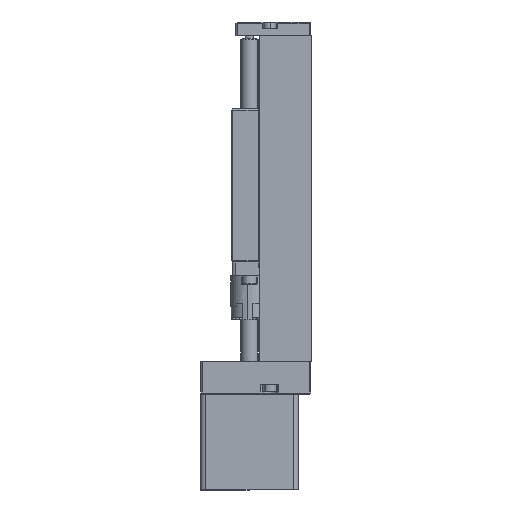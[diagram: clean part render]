
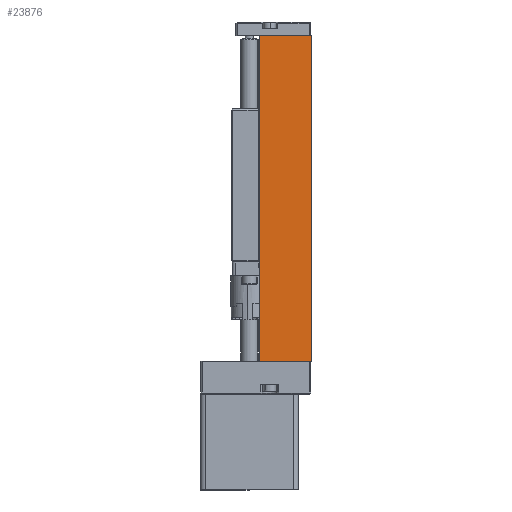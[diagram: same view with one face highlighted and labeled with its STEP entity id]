
A CAD part, left-side view. The second image highlights one B-rep face of the part: STEP entity #23876.
In plain terms, the highlighted planar face has unit normal (-1, 0, 0).
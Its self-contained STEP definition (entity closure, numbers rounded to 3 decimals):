
#853 = EDGE_LOOP ( 'NONE', ( #21288, #3824, #13724, #8696 ) ) ;
#2520 = DIRECTION ( 'NONE',  ( 1., 0., 0. ) ) ;
#2542 = CARTESIAN_POINT ( 'NONE',  ( -21.755, 18.5, 0. ) ) ;
#3376 = LINE ( 'NONE', #21326, #25197 ) ;
#3824 = ORIENTED_EDGE ( 'NONE', *, *, #25020, .F. ) ;
#3873 = VECTOR ( 'NONE', #7788, 1000. ) ;
#4613 = AXIS2_PLACEMENT_3D ( 'NONE', #17212, #2520, #31296 ) ;
#7568 = CARTESIAN_POINT ( 'NONE',  ( -21.755, 5., 0. ) ) ;
#7788 = DIRECTION ( 'NONE',  ( 0., -1., 0. ) ) ;
#8696 = ORIENTED_EDGE ( 'NONE', *, *, #19828, .T. ) ;
#9225 = LINE ( 'NONE', #12212, #29271 ) ;
#10943 = DIRECTION ( 'NONE',  ( 0., 0., -1. ) ) ;
#12110 = VECTOR ( 'NONE', #43630, 1000. ) ;
#12212 = CARTESIAN_POINT ( 'NONE',  ( -21.755, 18.5, 117. ) ) ;
#13724 = ORIENTED_EDGE ( 'NONE', *, *, #16257, .F. ) ;
#15066 = CARTESIAN_POINT ( 'NONE',  ( -21.755, 0., 117. ) ) ;
#16257 = EDGE_CURVE ( 'NONE', #17239, #22455, #40419, .T. ) ;
#17212 = CARTESIAN_POINT ( 'NONE',  ( -21.755, 5., 117. ) ) ;
#17239 = VERTEX_POINT ( 'NONE', #43556 ) ;
#19828 = EDGE_CURVE ( 'NONE', #17239, #28779, #9225, .T. ) ;
#20237 = PLANE ( 'NONE',  #4613 ) ;
#20917 = FACE_OUTER_BOUND ( 'NONE', #853, .T. ) ;
#21288 = ORIENTED_EDGE ( 'NONE', *, *, #44678, .T. ) ;
#21326 = CARTESIAN_POINT ( 'NONE',  ( -21.755, 0., 117. ) ) ;
#22455 = VERTEX_POINT ( 'NONE', #43930 ) ;
#23876 = ADVANCED_FACE ( 'NONE', ( #20917 ), #20237, .F. ) ;
#25020 = EDGE_CURVE ( 'NONE', #22455, #25339, #3376, .T. ) ;
#25197 = VECTOR ( 'NONE', #10943, 1000. ) ;
#25339 = VERTEX_POINT ( 'NONE', #31649 ) ;
#26272 = DIRECTION ( 'NONE',  ( 0., 0., -1. ) ) ;
#28779 = VERTEX_POINT ( 'NONE', #2542 ) ;
#29271 = VECTOR ( 'NONE', #26272, 1000. ) ;
#31296 = DIRECTION ( 'NONE',  ( 0., 0., -1. ) ) ;
#31649 = CARTESIAN_POINT ( 'NONE',  ( -21.755, 0., 0. ) ) ;
#40419 = LINE ( 'NONE', #15066, #12110 ) ;
#42782 = LINE ( 'NONE', #7568, #3873 ) ;
#43556 = CARTESIAN_POINT ( 'NONE',  ( -21.755, 18.5, 117. ) ) ;
#43630 = DIRECTION ( 'NONE',  ( 0., -1., 0. ) ) ;
#43930 = CARTESIAN_POINT ( 'NONE',  ( -21.755, 0., 117. ) ) ;
#44678 = EDGE_CURVE ( 'NONE', #28779, #25339, #42782, .T. ) ;
